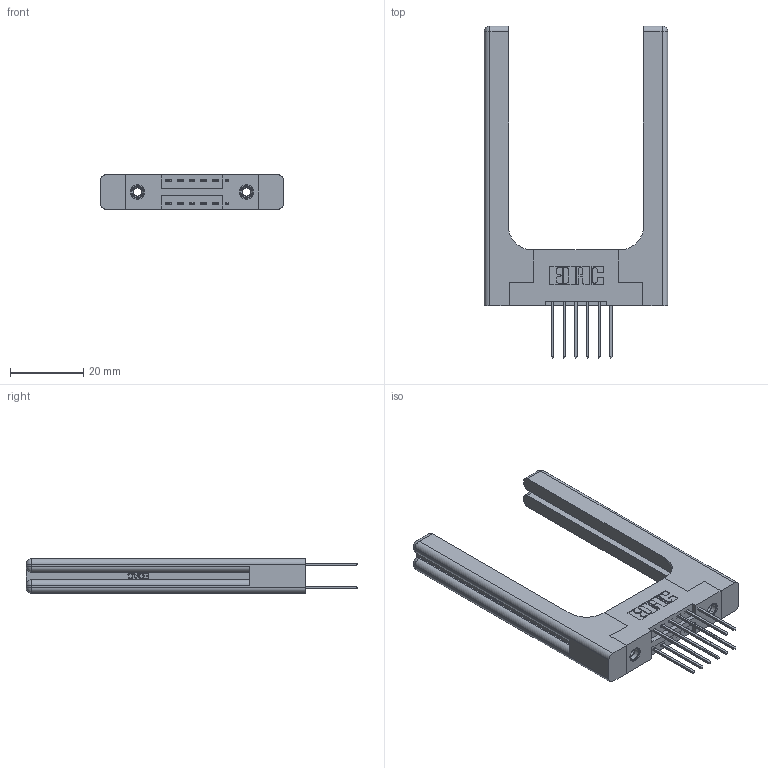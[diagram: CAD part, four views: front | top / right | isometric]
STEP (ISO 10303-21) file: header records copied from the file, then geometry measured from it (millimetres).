
FILE_DESCRIPTION (( 'STEP AP203' ), '1' );
FILE_NAME ('346-012-540-258.STEP', '2022-05-17T19:56:04', ( '' ), ( '' ), 'SwSTEP 2.0', 'SolidWorks 2020', '' );
FILE_SCHEMA (( 'CONFIG_CONTROL_DESIGN' ));
Length unit declared in the file: inch
Products named in the file (5): 346 Part_Flush Mounting Lugs - 0.156 Dia-TH; 345-292-001_345-293-140; 346-220-058_345-220-058; 345-250-001_345-250-001-102; 346-012-540-258
Assembly tree (17 placements, depth 2):
  346-012-540-258
    346 Part_Flush Mounting Lugs - 0.156 Dia-TH
    345-292-001_345-293-140  x12
    345-250-001_345-250-001-102  x2
    346-220-058_345-220-058  x2
Bounding box: 49.94 x 90.42 x 9.4 mm (x, y, z)
Volume: 12121.7 mm3; surface area: 11105.5 mm2
Topology: 17 solids, 17 shells, 1004 faces, 2849 edges, 1862 vertices
Faces by surface type: plane 648, cylinder 296, bspline 36, cone 12, sphere 8, torus 4
Entity records: 13924 total; most frequent: CARTESIAN_POINT 3349, ORIENTED_EDGE 2076, DIRECTION 1938, EDGE_CURVE 1038, VECTOR 794, LINE 794, VERTEX_POINT 682, AXIS2_PLACEMENT_3D 572
